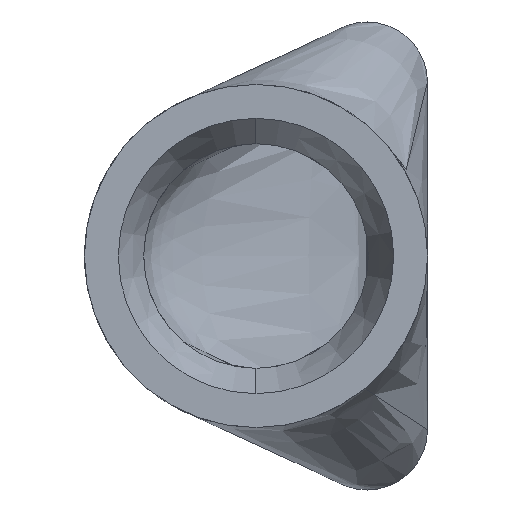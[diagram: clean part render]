
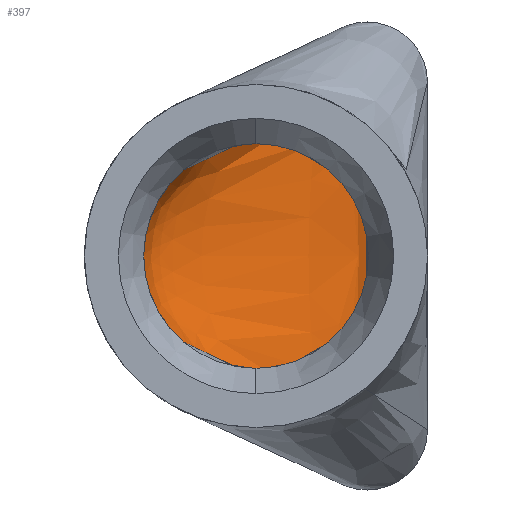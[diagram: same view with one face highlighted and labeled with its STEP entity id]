
A CAD part, left-side view. The second image highlights one B-rep face of the part: STEP entity #397.
In plain terms, the highlighted free-form (B-spline) face has degree [3, 3] with [11, 4] control points.
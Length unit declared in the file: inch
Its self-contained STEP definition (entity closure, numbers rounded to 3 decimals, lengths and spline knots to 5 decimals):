
#9 = CARTESIAN_POINT ( 'NONE',  ( 1.25, 0.53709, 0.1896 ) ) ;
#13 = CARTESIAN_POINT ( 'NONE',  ( 1.25, 0.62752, 0. ) ) ;
#18 = EDGE_CURVE ( 'NONE', #1045, #1108, #101, .T. ) ;
#26 = CARTESIAN_POINT ( 'NONE',  ( 1.25, 0.62145, 0.0545 ) ) ;
#33 = CARTESIAN_POINT ( 'NONE',  ( 1.25, 0.60406, 0.10536 ) ) ;
#50 = VERTEX_POINT ( 'NONE', #875 ) ;
#51 = CARTESIAN_POINT ( 'NONE',  ( 1.75, 0.13531, 0. ) ) ;
#62 = CARTESIAN_POINT ( 'NONE',  ( 1.25, 0.5371, -0.1896 ) ) ;
#80 = CARTESIAN_POINT ( 'NONE',  ( 1.75, 0.13531, -0.28711 ) ) ;
#86 = CARTESIAN_POINT ( 'NONE',  ( 1.25, 0.5511, 0.17784 ) ) ;
#92 = CARTESIAN_POINT ( 'NONE',  ( 1.25, 0.5511, -0.17784 ) ) ;
#97 = CARTESIAN_POINT ( 'NONE',  ( 1.75, 0.13531, 0.0957 ) ) ;
#101 = B_SPLINE_CURVE_WITH_KNOTS ( 'NONE', 3,
 ( #904, #722, #643, #987 ),
 .UNSPECIFIED., .F., .F.,
 ( 4, 4 ),
 ( 0., 1. ),
 .UNSPECIFIED. ) ;
#105 = CARTESIAN_POINT ( 'NONE',  ( 1.36165, 0.53709, 0.1896 ) ) ;
#129 = CARTESIAN_POINT ( 'NONE',  ( 1.25, 0.5511, -0.17784 ) ) ;
#152 = EDGE_LOOP ( 'NONE', ( #858, #240, #803, #286 ) ) ;
#167 = CARTESIAN_POINT ( 'NONE',  ( 1.75, 0.13531, -0.0957 ) ) ;
#173 = CARTESIAN_POINT ( 'NONE',  ( 1.36216, 0.5511, -0.17784 ) ) ;
#185 = CARTESIAN_POINT ( 'NONE',  ( 1.63313, 0.13531, 0. ) ) ;
#190 = CARTESIAN_POINT ( 'NONE',  ( 1.25, 0.57616, 0.15156 ) ) ;
#191 = B_SPLINE_CURVE_WITH_KNOTS ( 'NONE', 3,
 ( #295, #207, #923, #33, #26, #13, #368, #461, #387, #129, #725 ),
 .UNSPECIFIED., .F., .F.,
 ( 4, 1, 1, 1, 1, 1, 1, 1, 4 ),
 ( 0., 0.125, 0.25, 0.375, 0.5, 0.625, 0.75, 0.875, 1. ),
 .UNSPECIFIED. ) ;
#207 = CARTESIAN_POINT ( 'NONE',  ( 1.25, 0.5511, 0.17784 ) ) ;
#208 = B_SPLINE_CURVE_WITH_KNOTS ( 'NONE', 3,
 ( #1097, #1085, #997, #486 ),
 .UNSPECIFIED., .F., .F.,
 ( 4, 4 ),
 ( 0., 1. ),
 .UNSPECIFIED. ) ;
#218 = B_SPLINE_SURFACE_WITH_KNOTS ( 'NONE', 3, 3, ( 
 ( #505, #268, #882, #341 ),
 ( #92, #173, #528, #975 ),
 ( #887, #721, #523, #80 ),
 ( #1077, #1146, #546, #445 ),
 ( #896, #627, #1065, #167 ),
 ( #614, #985, #185, #970 ),
 ( #280, #541, #797, #97 ),
 ( #817, #450, #634, #992 ),
 ( #190, #901, #608, #353 ),
 ( #86, #358, #440, #810 ),
 ( #9, #105, #712, #1071 ) ),
 .UNSPECIFIED., .F., .F., .F.,
 ( 4, 1, 1, 1, 1, 1, 1, 1, 4 ),
 ( 4, 4 ),
 ( 0., 0.125, 0.25, 0.375, 0.5, 0.625, 0.75, 0.875, 1. ),
 ( 0., 1. ),
 .UNSPECIFIED. ) ;
#240 = ORIENTED_EDGE ( 'NONE', *, *, #495, .T. ) ;
#250 = CARTESIAN_POINT ( 'NONE',  ( 1.75, 0.13531, 0.19141 ) ) ;
#268 = CARTESIAN_POINT ( 'NONE',  ( 1.36165, 0.53709, -0.1896 ) ) ;
#280 = CARTESIAN_POINT ( 'NONE',  ( 1.25, 0.62145, 0.0545 ) ) ;
#286 = ORIENTED_EDGE ( 'NONE', *, *, #18, .F. ) ;
#295 = CARTESIAN_POINT ( 'NONE',  ( 1.25, 0.5371, 0.1896 ) ) ;
#320 = FACE_OUTER_BOUND ( 'NONE', #152, .T. ) ;
#323 = CARTESIAN_POINT ( 'NONE',  ( 1.75, 0.13531, 0.0957 ) ) ;
#341 = CARTESIAN_POINT ( 'NONE',  ( 1.75, 0.13531, -0.38281 ) ) ;
#350 = CARTESIAN_POINT ( 'NONE',  ( 1.75, 0.13531, 0.38281 ) ) ;
#353 = CARTESIAN_POINT ( 'NONE',  ( 1.75, 0.13531, 0.28711 ) ) ;
#358 = CARTESIAN_POINT ( 'NONE',  ( 1.36216, 0.5511, 0.17784 ) ) ;
#368 = CARTESIAN_POINT ( 'NONE',  ( 1.25, 0.62145, -0.0545 ) ) ;
#387 = CARTESIAN_POINT ( 'NONE',  ( 1.25, 0.57616, -0.15156 ) ) ;
#397 = ADVANCED_FACE ( 'NONE', ( #320 ), #218, .F. ) ;
#416 = CARTESIAN_POINT ( 'NONE',  ( 1.75, 0.13531, 0.28711 ) ) ;
#440 = CARTESIAN_POINT ( 'NONE',  ( 1.63784, 0.13531, 0.35091 ) ) ;
#445 = CARTESIAN_POINT ( 'NONE',  ( 1.75, 0.13531, -0.19141 ) ) ;
#450 = CARTESIAN_POINT ( 'NONE',  ( 1.36503, 0.60406, 0.10536 ) ) ;
#461 = CARTESIAN_POINT ( 'NONE',  ( 1.25, 0.60406, -0.10536 ) ) ;
#486 = CARTESIAN_POINT ( 'NONE',  ( 1.75, 0.13531, -0.38281 ) ) ;
#495 = EDGE_CURVE ( 'NONE', #1148, #50, #208, .T. ) ;
#505 = CARTESIAN_POINT ( 'NONE',  ( 1.25, 0.53709, -0.1896 ) ) ;
#523 = CARTESIAN_POINT ( 'NONE',  ( 1.63682, 0.13531, -0.28711 ) ) ;
#528 = CARTESIAN_POINT ( 'NONE',  ( 1.63784, 0.13531, -0.35091 ) ) ;
#541 = CARTESIAN_POINT ( 'NONE',  ( 1.36635, 0.62145, 0.0545 ) ) ;
#546 = CARTESIAN_POINT ( 'NONE',  ( 1.63497, 0.13531, -0.19141 ) ) ;
#575 = CARTESIAN_POINT ( 'NONE',  ( 1.75, 0.13531, -0.38281 ) ) ;
#608 = CARTESIAN_POINT ( 'NONE',  ( 1.63682, 0.13531, 0.28711 ) ) ;
#614 = CARTESIAN_POINT ( 'NONE',  ( 1.25, 0.62752, 0. ) ) ;
#623 = B_SPLINE_CURVE_WITH_KNOTS ( 'NONE', 3,
 ( #575, #783, #1131, #855, #1109, #51, #323, #250, #416, #937, #963 ),
 .UNSPECIFIED., .F., .F.,
 ( 4, 1, 1, 1, 1, 1, 1, 1, 4 ),
 ( 0., 0.125, 0.25, 0.375, 0.5, 0.625, 0.75, 0.875, 1. ),
 .UNSPECIFIED. ) ;
#627 = CARTESIAN_POINT ( 'NONE',  ( 1.36635, 0.62145, -0.0545 ) ) ;
#634 = CARTESIAN_POINT ( 'NONE',  ( 1.63497, 0.13531, 0.19141 ) ) ;
#643 = CARTESIAN_POINT ( 'NONE',  ( 1.63835, 0.13531, 0.38281 ) ) ;
#685 = EDGE_CURVE ( 'NONE', #50, #1108, #623, .T. ) ;
#712 = CARTESIAN_POINT ( 'NONE',  ( 1.63835, 0.13531, 0.38281 ) ) ;
#721 = CARTESIAN_POINT ( 'NONE',  ( 1.36318, 0.57616, -0.15156 ) ) ;
#722 = CARTESIAN_POINT ( 'NONE',  ( 1.36165, 0.53709, 0.1896 ) ) ;
#725 = CARTESIAN_POINT ( 'NONE',  ( 1.25, 0.5371, -0.1896 ) ) ;
#762 = CARTESIAN_POINT ( 'NONE',  ( 1.25, 0.5371, 0.1896 ) ) ;
#783 = CARTESIAN_POINT ( 'NONE',  ( 1.75, 0.13531, -0.35091 ) ) ;
#797 = CARTESIAN_POINT ( 'NONE',  ( 1.63365, 0.13531, 0.0957 ) ) ;
#803 = ORIENTED_EDGE ( 'NONE', *, *, #685, .T. ) ;
#810 = CARTESIAN_POINT ( 'NONE',  ( 1.75, 0.13531, 0.35091 ) ) ;
#817 = CARTESIAN_POINT ( 'NONE',  ( 1.25, 0.60406, 0.10536 ) ) ;
#855 = CARTESIAN_POINT ( 'NONE',  ( 1.75, 0.13531, -0.19141 ) ) ;
#858 = ORIENTED_EDGE ( 'NONE', *, *, #911, .T. ) ;
#875 = CARTESIAN_POINT ( 'NONE',  ( 1.75, 0.13531, -0.38281 ) ) ;
#882 = CARTESIAN_POINT ( 'NONE',  ( 1.63835, 0.13531, -0.38281 ) ) ;
#887 = CARTESIAN_POINT ( 'NONE',  ( 1.25, 0.57616, -0.15156 ) ) ;
#896 = CARTESIAN_POINT ( 'NONE',  ( 1.25, 0.62145, -0.0545 ) ) ;
#901 = CARTESIAN_POINT ( 'NONE',  ( 1.36318, 0.57616, 0.15156 ) ) ;
#904 = CARTESIAN_POINT ( 'NONE',  ( 1.25, 0.5371, 0.1896 ) ) ;
#911 = EDGE_CURVE ( 'NONE', #1045, #1148, #191, .T. ) ;
#923 = CARTESIAN_POINT ( 'NONE',  ( 1.25, 0.57616, 0.15156 ) ) ;
#937 = CARTESIAN_POINT ( 'NONE',  ( 1.75, 0.13531, 0.35091 ) ) ;
#963 = CARTESIAN_POINT ( 'NONE',  ( 1.75, 0.13531, 0.38281 ) ) ;
#970 = CARTESIAN_POINT ( 'NONE',  ( 1.75, 0.13531, 0. ) ) ;
#975 = CARTESIAN_POINT ( 'NONE',  ( 1.75, 0.13531, -0.35091 ) ) ;
#985 = CARTESIAN_POINT ( 'NONE',  ( 1.36687, 0.62752, 0. ) ) ;
#987 = CARTESIAN_POINT ( 'NONE',  ( 1.75, 0.13531, 0.38281 ) ) ;
#992 = CARTESIAN_POINT ( 'NONE',  ( 1.75, 0.13531, 0.19141 ) ) ;
#997 = CARTESIAN_POINT ( 'NONE',  ( 1.63835, 0.13531, -0.38281 ) ) ;
#1045 = VERTEX_POINT ( 'NONE', #762 ) ;
#1065 = CARTESIAN_POINT ( 'NONE',  ( 1.63365, 0.13531, -0.0957 ) ) ;
#1071 = CARTESIAN_POINT ( 'NONE',  ( 1.75, 0.13531, 0.38281 ) ) ;
#1077 = CARTESIAN_POINT ( 'NONE',  ( 1.25, 0.60406, -0.10536 ) ) ;
#1085 = CARTESIAN_POINT ( 'NONE',  ( 1.36165, 0.53709, -0.1896 ) ) ;
#1097 = CARTESIAN_POINT ( 'NONE',  ( 1.25, 0.5371, -0.1896 ) ) ;
#1108 = VERTEX_POINT ( 'NONE', #350 ) ;
#1109 = CARTESIAN_POINT ( 'NONE',  ( 1.75, 0.13531, -0.0957 ) ) ;
#1131 = CARTESIAN_POINT ( 'NONE',  ( 1.75, 0.13531, -0.28711 ) ) ;
#1146 = CARTESIAN_POINT ( 'NONE',  ( 1.36503, 0.60406, -0.10536 ) ) ;
#1148 = VERTEX_POINT ( 'NONE', #62 ) ;
